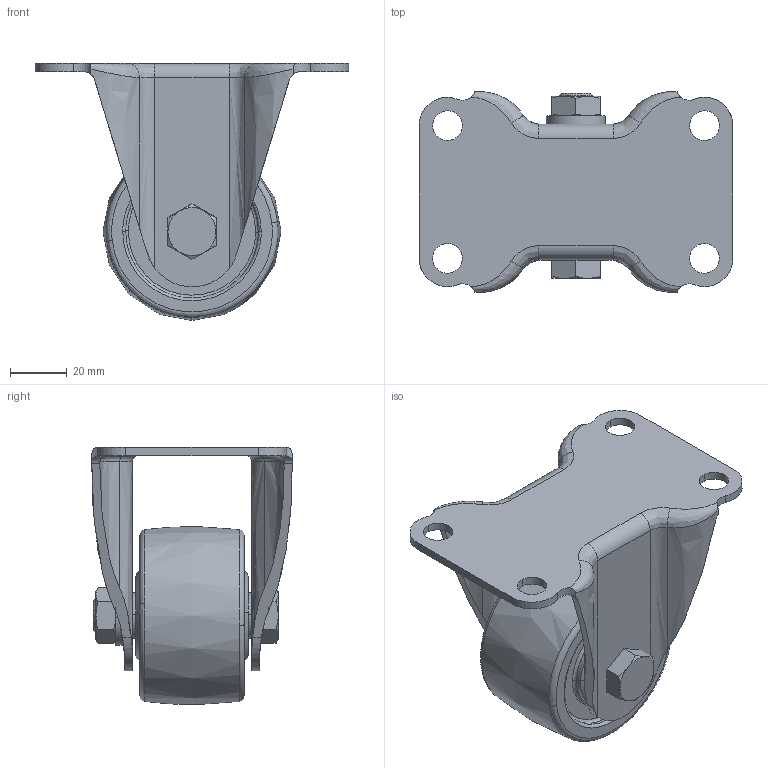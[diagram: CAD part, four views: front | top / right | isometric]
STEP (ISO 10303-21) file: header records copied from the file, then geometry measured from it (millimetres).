
FILE_DESCRIPTION((''),'2;1');
FILE_NAME('','2009-03-19T14:59:38',(''),(''),'','CADfix','');
FILE_SCHEMA(('AUTOMOTIVE_DESIGN { 1 0 10303 214 1 1 1 1 }'));
Length unit declared in the file: millimetre
Bounding box: 111 x 71 x 90.99 mm (x, y, z)
Volume: 154210.7 mm3; surface area: 49086.5 mm2
Topology: 3 solids, 3 shells, 165 faces, 511 edges, 362 vertices
Faces by surface type: bspline 165
Entity records: 7384 total; most frequent: CARTESIAN_POINT 4631, ORIENTED_EDGE 1022, EDGE_CURVE 511, VERTEX_POINT 362, EDGE_LOOP 189, FACE_OUTER_BOUND 165, ADVANCED_FACE 165, QUASI_UNIFORM_CURVE 137
